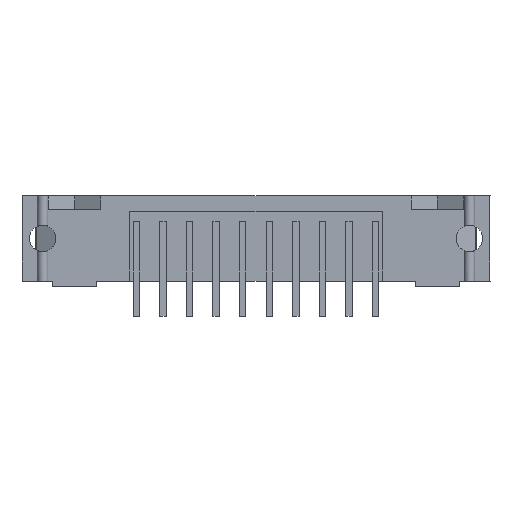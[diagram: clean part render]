
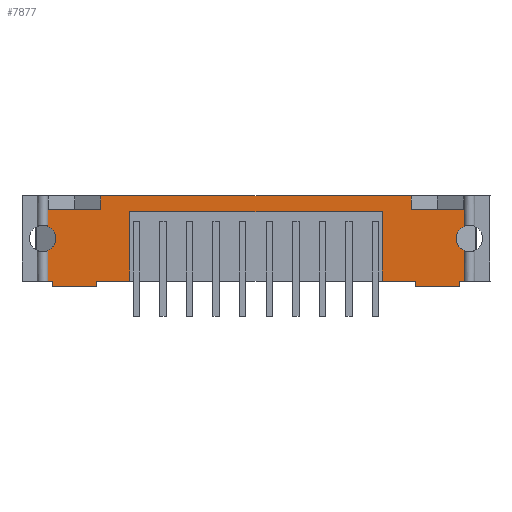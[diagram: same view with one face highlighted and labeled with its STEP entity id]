
A CAD part, front view. The second image highlights one B-rep face of the part: STEP entity #7877.
In plain terms, the highlighted planar face has unit normal (0, -1, 0).
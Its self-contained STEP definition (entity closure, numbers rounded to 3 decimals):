
#403=FACE_OUTER_BOUND($,#882,.T.);
#882=EDGE_LOOP($,(#6062,#6063,#6064,#6065,#6066,#6067,#6068,#6069,#6070,
#6071,#6072,#6073,#6074,#6075,#6076,#6077,#6078,#6079,#6080,#6081,#6082,
#6083,#6084,#6085,#6086,#6087,#6088,#6089));
#1150=CIRCLE($,#8395,1.27);
#1173=CIRCLE($,#8481,1.27);
#1522=LINE($,#11688,#2511);
#1552=LINE($,#11803,#2541);
#1556=LINE($,#11813,#2545);
#1587=LINE($,#11916,#2576);
#1590=LINE($,#11923,#2579);
#1595=LINE($,#11933,#2584);
#1599=LINE($,#11940,#2588);
#1626=LINE($,#11998,#2615);
#1627=LINE($,#12001,#2616);
#1673=LINE($,#12099,#2662);
#1675=LINE($,#12103,#2664);
#1676=LINE($,#12105,#2665);
#1677=LINE($,#12107,#2666);
#1678=LINE($,#12109,#2667);
#1679=LINE($,#12111,#2668);
#1680=LINE($,#12113,#2669);
#1681=LINE($,#12117,#2670);
#1682=LINE($,#12119,#2671);
#1683=LINE($,#12121,#2672);
#1684=LINE($,#12123,#2673);
#1685=LINE($,#12125,#2674);
#1686=LINE($,#12127,#2675);
#1687=LINE($,#12128,#2676);
#1688=LINE($,#12129,#2677);
#1689=LINE($,#12130,#2678);
#1690=LINE($,#12131,#2679);
#2511=VECTOR($,#9485,2.9);
#2541=VECTOR($,#9549,2.9);
#2545=VECTOR($,#9557,0.508);
#2576=VECTOR($,#9624,4.269);
#2579=VECTOR($,#9629,1.27);
#2584=VECTOR($,#9636,5.004);
#2588=VECTOR($,#9642,1.27);
#2615=VECTOR($,#9695,6.604);
#2616=VECTOR($,#9698,0.508);
#2662=VECTOR($,#9788,24.13);
#2664=VECTOR($,#9792,29.667);
#2665=VECTOR($,#9793,1.27);
#2666=VECTOR($,#9794,5.004);
#2667=VECTOR($,#9795,1.27);
#2668=VECTOR($,#9796,0.038);
#2669=VECTOR($,#9797,2.9);
#2670=VECTOR($,#9800,2.9);
#2671=VECTOR($,#9801,0.406);
#2672=VECTOR($,#9802,0.508);
#2673=VECTOR($,#9803,4.269);
#2674=VECTOR($,#9804,0.508);
#2675=VECTOR($,#9805,3.136);
#2676=VECTOR($,#9806,6.604);
#2677=VECTOR($,#9807,3.136);
#2678=VECTOR($,#9808,0.406);
#2679=VECTOR($,#9809,0.038);
#3427=VERTEX_POINT($,#11633);
#3428=VERTEX_POINT($,#11653);
#3434=VERTEX_POINT($,#11686);
#3464=VERTEX_POINT($,#11802);
#3465=VERTEX_POINT($,#11806);
#3468=VERTEX_POINT($,#11811);
#3493=VERTEX_POINT($,#11915);
#3494=VERTEX_POINT($,#11919);
#3496=VERTEX_POINT($,#11922);
#3500=VERTEX_POINT($,#11931);
#3502=VERTEX_POINT($,#11938);
#3518=VERTEX_POINT($,#11992);
#3520=VERTEX_POINT($,#11996);
#3521=VERTEX_POINT($,#12000);
#3551=VERTEX_POINT($,#12098);
#3552=VERTEX_POINT($,#12102);
#3553=VERTEX_POINT($,#12104);
#3554=VERTEX_POINT($,#12106);
#3555=VERTEX_POINT($,#12108);
#3556=VERTEX_POINT($,#12110);
#3557=VERTEX_POINT($,#12112);
#3558=VERTEX_POINT($,#12114);
#3559=VERTEX_POINT($,#12116);
#3560=VERTEX_POINT($,#12118);
#3561=VERTEX_POINT($,#12120);
#3562=VERTEX_POINT($,#12122);
#3563=VERTEX_POINT($,#12124);
#3564=VERTEX_POINT($,#12126);
#4289=EDGE_CURVE($,#3428,#3427,#1150,.T.);
#4296=EDGE_CURVE($,#3427,#3434,#1522,.T.);
#4335=EDGE_CURVE($,#3464,#3428,#1552,.T.);
#4340=EDGE_CURVE($,#3465,#3468,#1556,.T.);
#4378=EDGE_CURVE($,#3493,#3465,#1587,.T.);
#4381=EDGE_CURVE($,#3496,#3494,#1590,.T.);
#4386=EDGE_CURVE($,#3494,#3500,#1595,.T.);
#4390=EDGE_CURVE($,#3500,#3502,#1599,.T.);
#4418=EDGE_CURVE($,#3518,#3520,#1626,.T.);
#4419=EDGE_CURVE($,#3521,#3493,#1627,.T.);
#4468=EDGE_CURVE($,#3518,#3551,#1673,.T.);
#4470=EDGE_CURVE($,#3502,#3552,#1675,.T.);
#4471=EDGE_CURVE($,#3552,#3553,#1676,.T.);
#4472=EDGE_CURVE($,#3553,#3554,#1677,.T.);
#4473=EDGE_CURVE($,#3554,#3555,#1678,.T.);
#4474=EDGE_CURVE($,#3555,#3556,#1679,.T.);
#4475=EDGE_CURVE($,#3556,#3557,#1680,.T.);
#4476=EDGE_CURVE($,#3557,#3558,#1173,.T.);
#4477=EDGE_CURVE($,#3558,#3559,#1681,.T.);
#4478=EDGE_CURVE($,#3560,#3559,#1682,.T.);
#4479=EDGE_CURVE($,#3560,#3561,#1683,.T.);
#4480=EDGE_CURVE($,#3561,#3562,#1684,.T.);
#4481=EDGE_CURVE($,#3562,#3563,#1685,.T.);
#4482=EDGE_CURVE($,#3564,#3563,#1686,.T.);
#4483=EDGE_CURVE($,#3564,#3551,#1687,.T.);
#4484=EDGE_CURVE($,#3521,#3520,#1688,.T.);
#4485=EDGE_CURVE($,#3464,#3468,#1689,.T.);
#4486=EDGE_CURVE($,#3434,#3496,#1690,.T.);
#6062=ORIENTED_EDGE($,*,*,#4470,.T.);
#6063=ORIENTED_EDGE($,*,*,#4471,.T.);
#6064=ORIENTED_EDGE($,*,*,#4472,.T.);
#6065=ORIENTED_EDGE($,*,*,#4473,.T.);
#6066=ORIENTED_EDGE($,*,*,#4474,.T.);
#6067=ORIENTED_EDGE($,*,*,#4475,.T.);
#6068=ORIENTED_EDGE($,*,*,#4476,.T.);
#6069=ORIENTED_EDGE($,*,*,#4477,.T.);
#6070=ORIENTED_EDGE($,*,*,#4478,.F.);
#6071=ORIENTED_EDGE($,*,*,#4479,.T.);
#6072=ORIENTED_EDGE($,*,*,#4480,.T.);
#6073=ORIENTED_EDGE($,*,*,#4481,.T.);
#6074=ORIENTED_EDGE($,*,*,#4482,.F.);
#6075=ORIENTED_EDGE($,*,*,#4483,.T.);
#6076=ORIENTED_EDGE($,*,*,#4468,.F.);
#6077=ORIENTED_EDGE($,*,*,#4418,.T.);
#6078=ORIENTED_EDGE($,*,*,#4484,.F.);
#6079=ORIENTED_EDGE($,*,*,#4419,.T.);
#6080=ORIENTED_EDGE($,*,*,#4378,.T.);
#6081=ORIENTED_EDGE($,*,*,#4340,.T.);
#6082=ORIENTED_EDGE($,*,*,#4485,.F.);
#6083=ORIENTED_EDGE($,*,*,#4335,.T.);
#6084=ORIENTED_EDGE($,*,*,#4289,.T.);
#6085=ORIENTED_EDGE($,*,*,#4296,.T.);
#6086=ORIENTED_EDGE($,*,*,#4486,.T.);
#6087=ORIENTED_EDGE($,*,*,#4381,.T.);
#6088=ORIENTED_EDGE($,*,*,#4386,.T.);
#6089=ORIENTED_EDGE($,*,*,#4390,.T.);
#7428=PLANE($,#8480);
#7877=ADVANCED_FACE($,(#403),#7428,.T.);
#8395=AXIS2_PLACEMENT_3D($,#11654,#9467,#9468);
#8480=AXIS2_PLACEMENT_3D($,#12101,#9790,#9791);
#8481=AXIS2_PLACEMENT_3D($,#12115,#9798,#9799);
#9467=DIRECTION('center_axis',(0.,1.,0.));
#9468=DIRECTION('ref_axis',(-1.,0.,0.));
#9485=DIRECTION($,(0.,0.,1.));
#9549=DIRECTION($,(0.,0.,1.));
#9557=DIRECTION($,(0.,0.,1.));
#9624=DIRECTION($,(1.,0.,0.));
#9629=DIRECTION($,(0.,0.,-1.));
#9636=DIRECTION($,(-1.,0.,0.));
#9642=DIRECTION($,(0.,0.,1.));
#9695=DIRECTION($,(0.,0.,-1.));
#9698=DIRECTION($,(0.,0.,-1.));
#9788=DIRECTION($,(-1.,0.,0.));
#9790=DIRECTION('center_axis',(0.,-1.,0.));
#9791=DIRECTION('ref_axis',(0.,0.,-1.));
#9792=DIRECTION($,(-1.,0.,0.));
#9793=DIRECTION($,(0.,0.,-1.));
#9794=DIRECTION($,(-1.,0.,0.));
#9795=DIRECTION($,(0.,0.,1.));
#9796=DIRECTION($,(-1.,0.,0.));
#9797=DIRECTION($,(0.,0.,-1.));
#9798=DIRECTION('center_axis',(0.,1.,0.));
#9799=DIRECTION('ref_axis',(0.4,0.,-0.917));
#9800=DIRECTION($,(0.,0.,-1.));
#9801=DIRECTION($,(-1.,0.,0.));
#9802=DIRECTION($,(0.,0.,-1.));
#9803=DIRECTION($,(1.,0.,0.));
#9804=DIRECTION($,(0.,0.,1.));
#9805=DIRECTION($,(-1.,0.,0.));
#9806=DIRECTION($,(0.,0.,1.));
#9807=DIRECTION($,(-1.,0.,0.));
#9808=DIRECTION($,(-1.,0.,0.));
#9809=DIRECTION($,(-1.,0.,0.));
#11633=CARTESIAN_POINT('',(19.876,-2.007,5.736));
#11653=CARTESIAN_POINT('',(19.875,-2.007,3.408));
#11654=CARTESIAN_POINT('Origin',(20.383,-2.007,4.572));
#11686=CARTESIAN_POINT('',(19.876,-2.007,8.636));
#11688=CARTESIAN_POINT($,(19.876,-2.007,5.736));
#11802=CARTESIAN_POINT('',(19.876,-2.007,0.508));
#11803=CARTESIAN_POINT($,(19.876,-2.007,0.508));
#11806=CARTESIAN_POINT('',(19.47,-2.007,0.));
#11811=CARTESIAN_POINT('',(19.47,-2.007,0.508));
#11813=CARTESIAN_POINT($,(19.47,-2.007,0.));
#11915=CARTESIAN_POINT('',(15.201,-2.007,0.));
#11916=CARTESIAN_POINT($,(15.201,-2.007,0.));
#11919=CARTESIAN_POINT('',(19.837,-2.007,7.366));
#11922=CARTESIAN_POINT('',(19.837,-2.007,8.636));
#11923=CARTESIAN_POINT($,(19.837,-2.007,8.636));
#11931=CARTESIAN_POINT('',(14.834,-2.007,7.366));
#11933=CARTESIAN_POINT($,(19.837,-2.007,7.366));
#11938=CARTESIAN_POINT('',(14.834,-2.007,8.636));
#11940=CARTESIAN_POINT($,(14.834,-2.007,7.366));
#11992=CARTESIAN_POINT('',(12.065,-2.007,7.112));
#11996=CARTESIAN_POINT('',(12.065,-2.007,0.508));
#11998=CARTESIAN_POINT($,(12.065,-2.007,7.112));
#12000=CARTESIAN_POINT('',(15.201,-2.007,0.508));
#12001=CARTESIAN_POINT($,(15.201,-2.007,0.508));
#12098=CARTESIAN_POINT('',(-12.065,-2.007,7.112));
#12099=CARTESIAN_POINT($,(5.842,-2.007,7.112));
#12101=CARTESIAN_POINT('Origin',(-20.717,-2.007,9.068));
#12102=CARTESIAN_POINT('',(-14.834,-2.007,8.636));
#12103=CARTESIAN_POINT($,(-3.048,-2.007,8.636));
#12104=CARTESIAN_POINT('',(-14.834,-2.007,7.366));
#12105=CARTESIAN_POINT($,(-14.834,-2.007,8.636));
#12106=CARTESIAN_POINT('',(-19.837,-2.007,7.366));
#12107=CARTESIAN_POINT($,(-14.834,-2.007,7.366));
#12108=CARTESIAN_POINT('',(-19.837,-2.007,8.636));
#12109=CARTESIAN_POINT($,(-19.837,-2.007,7.366));
#12110=CARTESIAN_POINT('',(-19.876,-2.007,8.636));
#12111=CARTESIAN_POINT($,(-19.837,-2.007,8.636));
#12112=CARTESIAN_POINT('',(-19.876,-2.007,5.736));
#12113=CARTESIAN_POINT($,(-19.875,-2.007,8.636));
#12114=CARTESIAN_POINT('',(-19.876,-2.007,3.408));
#12115=CARTESIAN_POINT('Origin',(-20.384,-2.007,4.572));
#12116=CARTESIAN_POINT('',(-19.876,-2.007,0.508));
#12117=CARTESIAN_POINT($,(-19.875,-2.007,3.408));
#12118=CARTESIAN_POINT('',(-19.47,-2.007,0.508));
#12119=CARTESIAN_POINT($,(-19.47,-2.007,0.508));
#12120=CARTESIAN_POINT('',(-19.47,-2.007,0.));
#12121=CARTESIAN_POINT($,(-19.47,-2.007,0.508));
#12122=CARTESIAN_POINT('',(-15.201,-2.007,0.));
#12123=CARTESIAN_POINT($,(-19.47,-2.007,0.));
#12124=CARTESIAN_POINT('',(-15.201,-2.007,0.508));
#12125=CARTESIAN_POINT($,(-15.201,-2.007,0.));
#12126=CARTESIAN_POINT('',(-12.065,-2.007,0.508));
#12127=CARTESIAN_POINT($,(-12.065,-2.007,0.508));
#12128=CARTESIAN_POINT($,(-12.065,-2.007,0.508));
#12129=CARTESIAN_POINT($,(15.201,-2.007,0.508));
#12130=CARTESIAN_POINT($,(19.876,-2.007,0.508));
#12131=CARTESIAN_POINT($,(19.876,-2.007,8.636));
